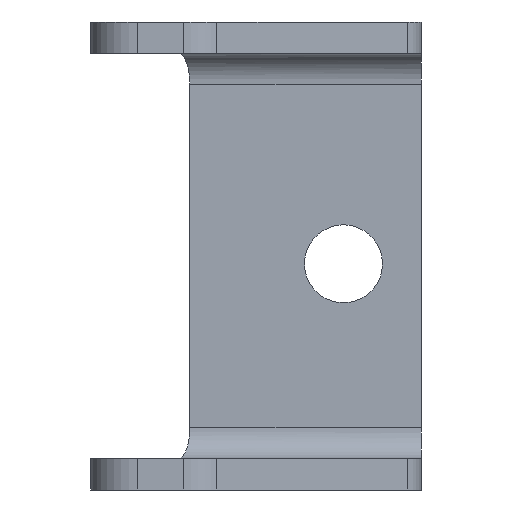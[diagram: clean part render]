
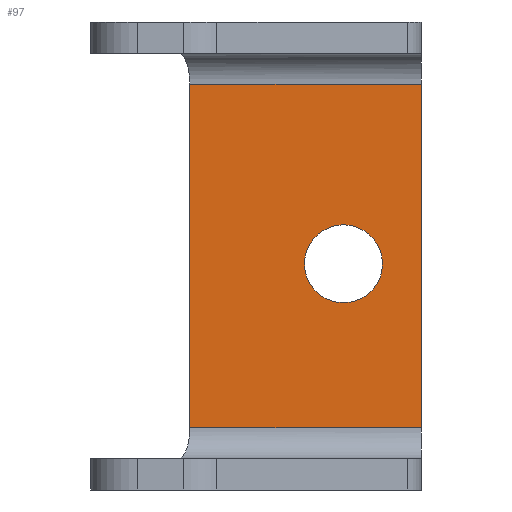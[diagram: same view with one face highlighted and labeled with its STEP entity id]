
A CAD part, front view. The second image highlights one B-rep face of the part: STEP entity #97.
In plain terms, the highlighted planar face has unit normal (0, -1, 0).
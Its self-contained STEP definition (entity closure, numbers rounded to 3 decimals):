
#21 = ORIENTED_EDGE ( 'NONE', *, *, #228, .F. ) ;
#70 = FACE_OUTER_BOUND ( 'NONE', #1114, .T. ) ;
#84 = DIRECTION ( 'NONE',  ( 0., -1., 0. ) ) ;
#86 = LINE ( 'NONE', #1451, #1536 ) ;
#97 = ADVANCED_FACE ( 'NONE', ( #808, #70 ), #799, .T. ) ;
#125 = DIRECTION ( 'NONE',  ( -1., 0., 0. ) ) ;
#129 = VERTEX_POINT ( 'NONE', #1330 ) ;
#153 = DIRECTION ( 'NONE',  ( 0., -1., 0. ) ) ;
#181 = CARTESIAN_POINT ( 'NONE',  ( 35., 42., 34. ) ) ;
#201 = CARTESIAN_POINT ( 'NONE',  ( 45., 42., 8. ) ) ;
#207 = CARTESIAN_POINT ( 'NONE',  ( 45., 42., 52. ) ) ;
#228 = EDGE_CURVE ( 'NONE', #572, #254, #1033, .T. ) ;
#232 = AXIS2_PLACEMENT_3D ( 'NONE', #1366, #84, #1611 ) ;
#249 = DIRECTION ( 'NONE',  ( 0., 0., -1. ) ) ;
#254 = VERTEX_POINT ( 'NONE', #181 ) ;
#341 = VECTOR ( 'NONE', #125, 1000. ) ;
#498 = LINE ( 'NONE', #641, #341 ) ;
#526 = CIRCLE ( 'NONE', #734, 5. ) ;
#571 = EDGE_CURVE ( 'NONE', #129, #1152, #86, .T. ) ;
#572 = VERTEX_POINT ( 'NONE', #1447 ) ;
#596 = ORIENTED_EDGE ( 'NONE', *, *, #571, .T. ) ;
#641 = CARTESIAN_POINT ( 'NONE',  ( 15.287, 42., 52. ) ) ;
#671 = CARTESIAN_POINT ( 'NONE',  ( 15.287, 42., 8. ) ) ;
#673 = DIRECTION ( 'NONE',  ( 0., 0., -1. ) ) ;
#734 = AXIS2_PLACEMENT_3D ( 'NONE', #1278, #854, #249 ) ;
#756 = EDGE_CURVE ( 'NONE', #1342, #827, #1476, .T. ) ;
#799 = PLANE ( 'NONE',  #981 ) ;
#808 = FACE_BOUND ( 'NONE', #1514, .T. ) ;
#819 = CARTESIAN_POINT ( 'NONE',  ( 45., 42., 4. ) ) ;
#827 = VERTEX_POINT ( 'NONE', #207 ) ;
#854 = DIRECTION ( 'NONE',  ( 0., -1., 0. ) ) ;
#879 = VECTOR ( 'NONE', #1654, 1000. ) ;
#902 = LINE ( 'NONE', #1637, #879 ) ;
#950 = EDGE_CURVE ( 'NONE', #1152, #1342, #902, .T. ) ;
#981 = AXIS2_PLACEMENT_3D ( 'NONE', #1323, #153, #1593 ) ;
#993 = EDGE_CURVE ( 'NONE', #254, #572, #526, .T. ) ;
#995 = ORIENTED_EDGE ( 'NONE', *, *, #993, .F. ) ;
#997 = ORIENTED_EDGE ( 'NONE', *, *, #756, .T. ) ;
#1033 = CIRCLE ( 'NONE', #232, 5. ) ;
#1089 = DIRECTION ( 'NONE',  ( 0., 0., 1. ) ) ;
#1114 = EDGE_LOOP ( 'NONE', ( #997, #1580, #596, #1207 ) ) ;
#1152 = VERTEX_POINT ( 'NONE', #671 ) ;
#1194 = VECTOR ( 'NONE', #1089, 1000. ) ;
#1207 = ORIENTED_EDGE ( 'NONE', *, *, #950, .T. ) ;
#1278 = CARTESIAN_POINT ( 'NONE',  ( 35., 42., 29. ) ) ;
#1323 = CARTESIAN_POINT ( 'NONE',  ( 45., 42., 4. ) ) ;
#1330 = CARTESIAN_POINT ( 'NONE',  ( 15.287, 42., 52. ) ) ;
#1342 = VERTEX_POINT ( 'NONE', #201 ) ;
#1366 = CARTESIAN_POINT ( 'NONE',  ( 35., 42., 29. ) ) ;
#1447 = CARTESIAN_POINT ( 'NONE',  ( 35., 42., 24. ) ) ;
#1451 = CARTESIAN_POINT ( 'NONE',  ( 15.287, 42., 60. ) ) ;
#1476 = LINE ( 'NONE', #819, #1194 ) ;
#1514 = EDGE_LOOP ( 'NONE', ( #995, #21 ) ) ;
#1536 = VECTOR ( 'NONE', #673, 1000. ) ;
#1551 = EDGE_CURVE ( 'NONE', #827, #129, #498, .T. ) ;
#1580 = ORIENTED_EDGE ( 'NONE', *, *, #1551, .T. ) ;
#1593 = DIRECTION ( 'NONE',  ( 0., 0., -1. ) ) ;
#1611 = DIRECTION ( 'NONE',  ( 0., 0., -1. ) ) ;
#1637 = CARTESIAN_POINT ( 'NONE',  ( 45., 42., 8. ) ) ;
#1654 = DIRECTION ( 'NONE',  ( 1., 0., 0. ) ) ;
